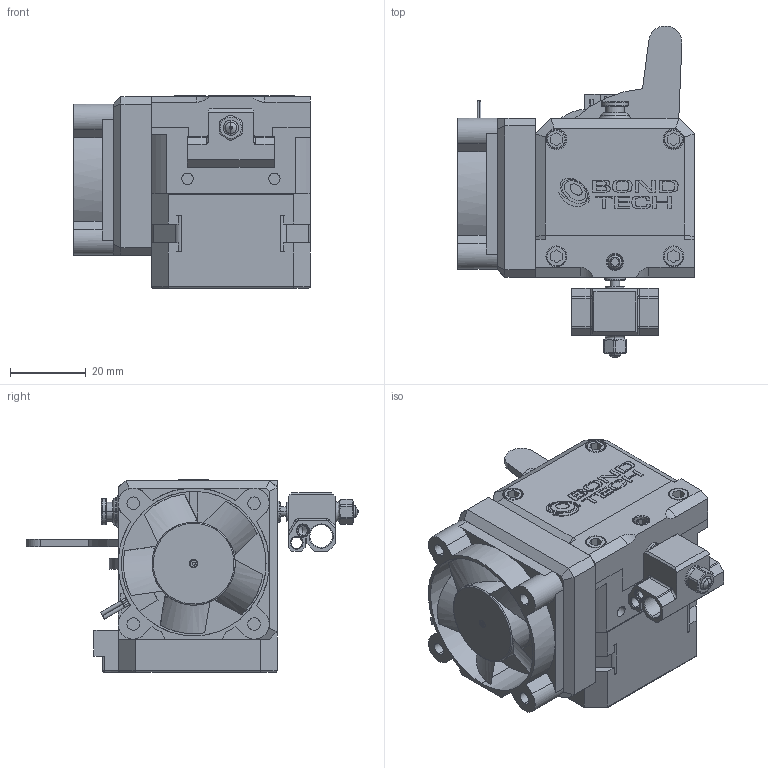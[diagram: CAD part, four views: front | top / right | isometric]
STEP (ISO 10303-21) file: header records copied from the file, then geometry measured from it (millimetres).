
FILE_DESCRIPTION (( 'STEP AP214' ), '1' );
FILE_NAME ('LGX Conduct Copperhead LH.STEP', '2020-08-31T11:40:14', ( '' ), ( '' ), 'SwSTEP 2.0', 'SolidWorks 2020', '' );
FILE_SCHEMA (( 'AUTOMOTIVE_DESIGN' ));
Length unit declared in the file: millimetre
Products named in the file (1): LGX Conduct Copperhead LH
Bounding box: 62.6 x 87.88 x 50.95 mm (x, y, z)
Volume: 113053.9 mm3; surface area: 30428.7 mm2
Topology: 6 solids, 10 shells, 848 faces, 2169 edges, 1382 vertices
Faces by surface type: plane 428, cylinder 199, bspline 112, cone 61, torus 46, sphere 2
Entity records: 27244 total; most frequent: CARTESIAN_POINT 7091, ORIENTED_EDGE 4310, DIRECTION 3894, EDGE_CURVE 2155, VERTEX_POINT 1382, VECTOR 1322, LINE 1322, AXIS2_PLACEMENT_3D 1286
